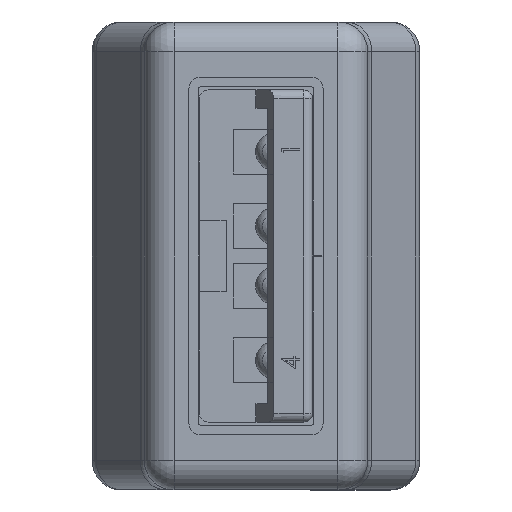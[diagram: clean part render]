
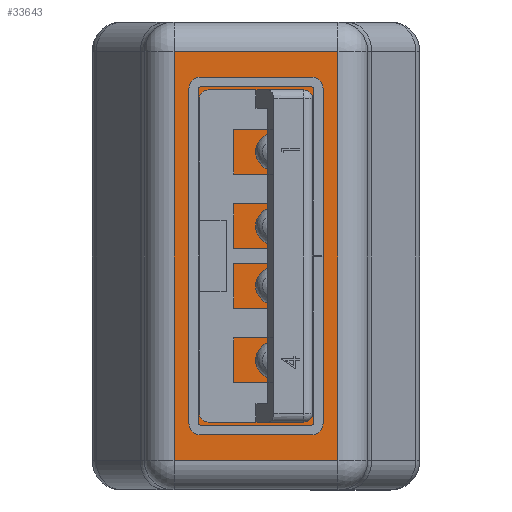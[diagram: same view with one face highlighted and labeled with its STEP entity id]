
A CAD part, left-side view. The second image highlights one B-rep face of the part: STEP entity #33643.
In plain terms, the highlighted face is planar.
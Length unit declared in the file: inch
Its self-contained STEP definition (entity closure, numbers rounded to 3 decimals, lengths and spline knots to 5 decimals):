
#72 = AXIS2_PLACEMENT_3D ( 'NONE', #14425, #14434, #14435 ) ;
#9240 = EDGE_CURVE ( 'NONE', #23102, #23103, #32471, .T. ) ;
#9241 = EDGE_CURVE ( 'NONE', #23103, #23108, #32465, .T. ) ;
#9242 = EDGE_CURVE ( 'NONE', #23108, #23109, #32475, .T. ) ;
#9243 = EDGE_CURVE ( 'NONE', #23109, #23102, #32477, .T. ) ;
#12928 = FACE_OUTER_BOUND ( 'NONE', #19946, .T. ) ;
#14425 = CARTESIAN_POINT ( 'NONE',  ( -0.30906, 0.14764, 0.55118 ) ) ;
#14432 = PLANE ( 'NONE',  #72 ) ;
#14434 = DIRECTION ( 'NONE',  ( 0., 0., -1. ) ) ;
#14435 = DIRECTION ( 'NONE',  ( -1., 0., 0. ) ) ;
#19946 = EDGE_LOOP ( 'NONE', ( #27532, #27533, #27534, #27535 ) ) ;
#22938 = CARTESIAN_POINT ( 'NONE',  ( -0.30906, 0.10827, 0.55118 ) ) ;
#22942 = DIRECTION ( 'NONE',  ( -1., 0., 0. ) ) ;
#22944 = DIRECTION ( 'NONE',  ( 0., -1., 0. ) ) ;
#22953 = CARTESIAN_POINT ( 'NONE',  ( 0.26969, 0.14764, 0.55118 ) ) ;
#22955 = CARTESIAN_POINT ( 'NONE',  ( 0.30906, -0.10827, 0.55118 ) ) ;
#22956 = DIRECTION ( 'NONE',  ( 1., 0., 0. ) ) ;
#23102 = VERTEX_POINT ( 'NONE', #27903 ) ;
#23103 = VERTEX_POINT ( 'NONE', #27886 ) ;
#23108 = VERTEX_POINT ( 'NONE', #27891 ) ;
#23109 = VERTEX_POINT ( 'NONE', #27880 ) ;
#27532 = ORIENTED_EDGE ( 'NONE', *, *, #9240, .T. ) ;
#27533 = ORIENTED_EDGE ( 'NONE', *, *, #9241, .T. ) ;
#27534 = ORIENTED_EDGE ( 'NONE', *, *, #9242, .T. ) ;
#27535 = ORIENTED_EDGE ( 'NONE', *, *, #9243, .T. ) ;
#27880 = CARTESIAN_POINT ( 'NONE',  ( 0.26969, -0.10827, 0.55118 ) ) ;
#27886 = CARTESIAN_POINT ( 'NONE',  ( -0.26969, 0.10827, 0.55118 ) ) ;
#27891 = CARTESIAN_POINT ( 'NONE',  ( -0.26969, -0.10827, 0.55118 ) ) ;
#27903 = CARTESIAN_POINT ( 'NONE',  ( 0.26969, 0.10827, 0.55118 ) ) ;
#27986 = CARTESIAN_POINT ( 'NONE',  ( -0.26969, 0.14764, 0.55118 ) ) ;
#30099 = DIRECTION ( 'NONE',  ( 0., 1., 0. ) ) ;
#32465 = LINE ( 'NONE', #27986, #32476 ) ;
#32471 = LINE ( 'NONE', #22938, #32474 ) ;
#32474 = VECTOR ( 'NONE', #22942, 39.37008 ) ;
#32475 = LINE ( 'NONE', #22955, #32478 ) ;
#32476 = VECTOR ( 'NONE', #22944, 39.37008 ) ;
#32477 = LINE ( 'NONE', #22953, #32480 ) ;
#32478 = VECTOR ( 'NONE', #22956, 39.37008 ) ;
#32480 = VECTOR ( 'NONE', #30099, 39.37008 ) ;
#33643 = ADVANCED_FACE ( 'NONE', ( #12928 ), #14432, .F. ) ;
